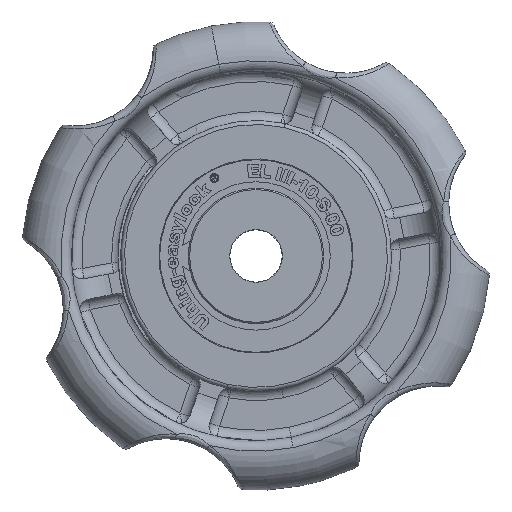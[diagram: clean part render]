
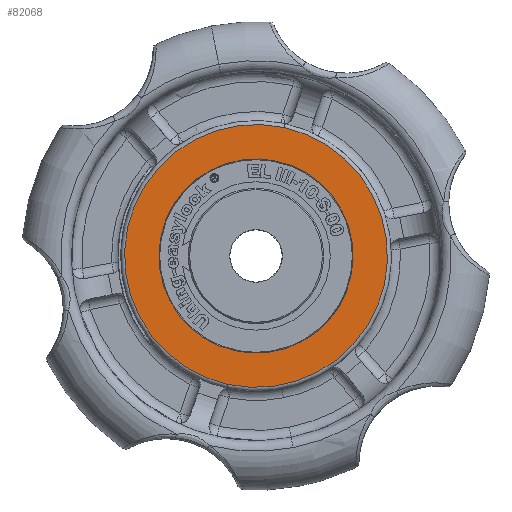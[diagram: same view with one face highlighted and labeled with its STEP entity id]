
A CAD part, left-side view. The second image highlights one B-rep face of the part: STEP entity #82068.
In plain terms, the highlighted planar face has unit normal (-1, 0, 0).
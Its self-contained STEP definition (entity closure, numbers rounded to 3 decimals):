
#6267 = DIRECTION ( 'NONE',  ( -1., 0., 0. ) ) ;
#6606 = VERTEX_POINT ( 'NONE', #22355 ) ;
#7975 = CARTESIAN_POINT ( 'NONE',  ( -27.4, -4.019, 18.212 ) ) ;
#8674 = EDGE_CURVE ( 'NONE', #130053, #131767, #132148, .T. ) ;
#16050 = FACE_BOUND ( 'NONE', #141459, .T. ) ;
#22355 = CARTESIAN_POINT ( 'NONE',  ( -27.4, -5.442, 24.657 ) ) ;
#22677 = EDGE_CURVE ( 'NONE', #6606, #24769, #107670, .T. ) ;
#24769 = VERTEX_POINT ( 'NONE', #110305 ) ;
#27528 = AXIS2_PLACEMENT_3D ( 'NONE', #83119, #152997, #112054 ) ;
#29263 = DIRECTION ( 'NONE',  ( -1., 0., 0. ) ) ;
#32921 = CARTESIAN_POINT ( 'NONE',  ( -27.4, 0., 0. ) ) ;
#38566 = CIRCLE ( 'NONE', #175164, 18.65 ) ;
#48571 = DIRECTION ( 'NONE',  ( 0., -0.216, 0.976 ) ) ;
#54304 = EDGE_CURVE ( 'NONE', #24769, #6606, #119502, .T. ) ;
#55375 = ORIENTED_EDGE ( 'NONE', *, *, #89342, .F. ) ;
#72683 = PLANE ( 'NONE',  #102387 ) ;
#82068 = ADVANCED_FACE ( 'NONE', ( #16050, #115554 ), #72683, .F. ) ;
#83119 = CARTESIAN_POINT ( 'NONE',  ( -27.4, 0., 0. ) ) ;
#89342 = EDGE_CURVE ( 'NONE', #131767, #130053, #38566, .T. ) ;
#99129 = ORIENTED_EDGE ( 'NONE', *, *, #54304, .T. ) ;
#100457 = CARTESIAN_POINT ( 'NONE',  ( -27.4, 0., 0. ) ) ;
#101363 = DIRECTION ( 'NONE',  ( -1., 0., 0. ) ) ;
#101687 = DIRECTION ( 'NONE',  ( 0., 0.216, -0.976 ) ) ;
#102387 = AXIS2_PLACEMENT_3D ( 'NONE', #179573, #119192, #48571 ) ;
#104405 = CARTESIAN_POINT ( 'NONE',  ( -27.4, 4.019, -18.212 ) ) ;
#107627 = ORIENTED_EDGE ( 'NONE', *, *, #22677, .T. ) ;
#107670 = CIRCLE ( 'NONE', #27528, 25.25 ) ;
#110305 = CARTESIAN_POINT ( 'NONE',  ( -27.4, 5.442, -24.657 ) ) ;
#112054 = DIRECTION ( 'NONE',  ( 0., 0.216, -0.976 ) ) ;
#115554 = FACE_OUTER_BOUND ( 'NONE', #144960, .T. ) ;
#117235 = AXIS2_PLACEMENT_3D ( 'NONE', #32921, #29263, #101687 ) ;
#119192 = DIRECTION ( 'NONE',  ( 1., 0., 0. ) ) ;
#119502 = CIRCLE ( 'NONE', #122515, 25.25 ) ;
#119682 = CARTESIAN_POINT ( 'NONE',  ( -27.4, 0., 0. ) ) ;
#122515 = AXIS2_PLACEMENT_3D ( 'NONE', #100457, #101363, #157253 ) ;
#130053 = VERTEX_POINT ( 'NONE', #104405 ) ;
#131767 = VERTEX_POINT ( 'NONE', #7975 ) ;
#132148 = CIRCLE ( 'NONE', #117235, 18.65 ) ;
#141459 = EDGE_LOOP ( 'NONE', ( #181787, #55375 ) ) ;
#144960 = EDGE_LOOP ( 'NONE', ( #99129, #107627 ) ) ;
#152997 = DIRECTION ( 'NONE',  ( -1., 0., 0. ) ) ;
#157253 = DIRECTION ( 'NONE',  ( 0., 0.216, -0.976 ) ) ;
#165236 = DIRECTION ( 'NONE',  ( 0., 0.216, -0.976 ) ) ;
#175164 = AXIS2_PLACEMENT_3D ( 'NONE', #119682, #6267, #165236 ) ;
#179573 = CARTESIAN_POINT ( 'NONE',  ( -27.4, -18.212, -4.019 ) ) ;
#181787 = ORIENTED_EDGE ( 'NONE', *, *, #8674, .F. ) ;
